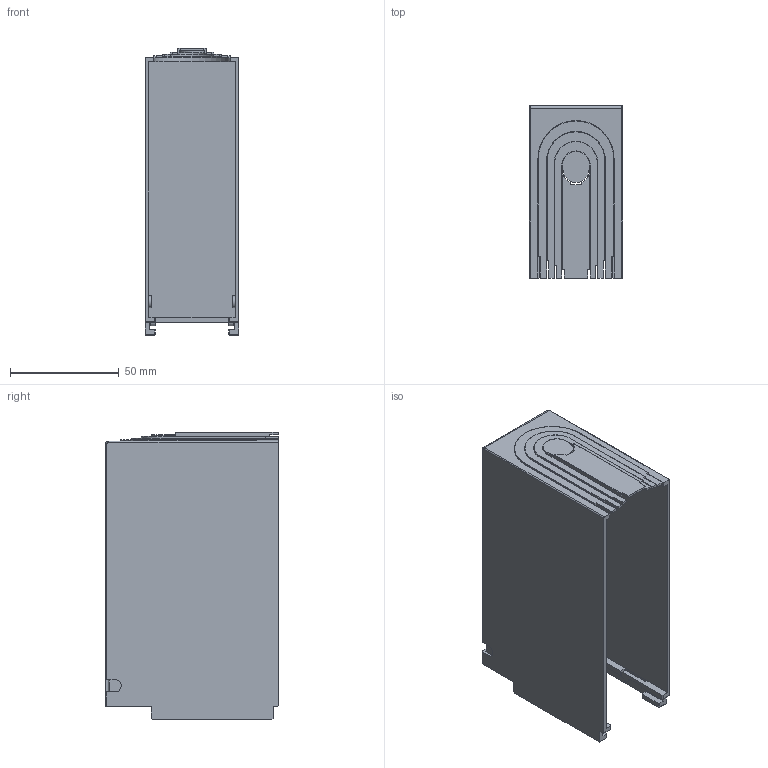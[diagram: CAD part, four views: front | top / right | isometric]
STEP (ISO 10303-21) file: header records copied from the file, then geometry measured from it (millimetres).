
FILE_DESCRIPTION((''),'2;1');
FILE_NAME('ASSEMBLYAPU_SW0001','2022-08-12T08:33:06',('FIANLEH10'),(''),'CREO PARAMETRIC BY PTC INC, 2020184','CREO PARAMETRIC BY PTC INC, 2020184','');
FILE_SCHEMA(('AUTOMOTIVE_DESIGN { 1 0 10303 214 1 1 1 1 }'));
Length unit declared in the file: millimetre
Products named in the file (1): ASSEMBLYAPU_SW0001
Bounding box: 43 x 79.5 x 132 mm (x, y, z)
Volume: 43434.8 mm3; surface area: 59692.1 mm2
Topology: 1 solids, 1 shells, 233 faces, 659 edges, 428 vertices
Faces by surface type: plane 175, cylinder 50, torus 6, cone 2
Entity records: 8157 total; most frequent: CARTESIAN_POINT 1454, ORIENTED_EDGE 1318, DIRECTION 1231, EDGE_CURVE 659, VECTOR 550, LINE 550, VERTEX_POINT 428, AXIS2_PLACEMENT_3D 339
